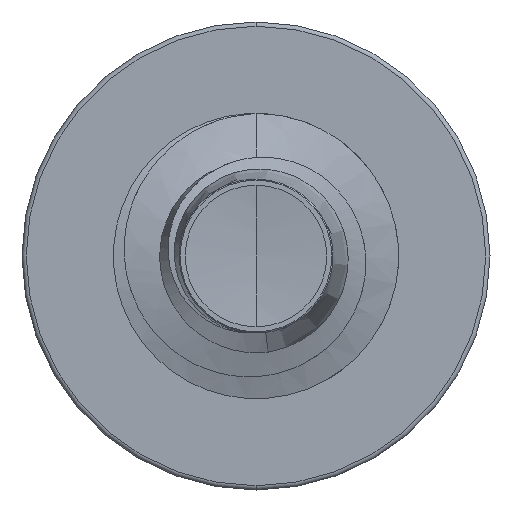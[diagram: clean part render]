
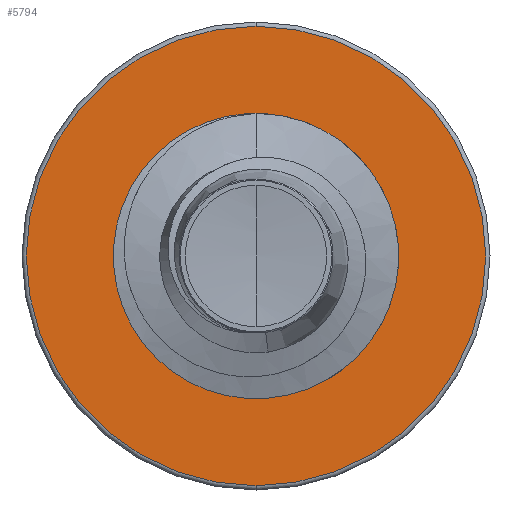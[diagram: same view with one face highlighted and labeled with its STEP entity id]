
A CAD part, front view. The second image highlights one B-rep face of the part: STEP entity #5794.
In plain terms, the highlighted planar face has unit normal (0, -1, 0).
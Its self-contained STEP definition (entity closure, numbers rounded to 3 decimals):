
#194 = CIRCLE ( 'NONE', #8615, 4.025 ) ;
#560 = CIRCLE ( 'NONE', #9006, 4.025 ) ;
#925 = VERTEX_POINT ( 'NONE', #2204 ) ;
#1773 = FACE_OUTER_BOUND ( 'NONE', #4107, .T. ) ;
#1878 = ORIENTED_EDGE ( 'NONE', *, *, #7507, .F. ) ;
#2008 = ORIENTED_EDGE ( 'NONE', *, *, #3310, .F. ) ;
#2149 = ORIENTED_EDGE ( 'NONE', *, *, #9152, .T. ) ;
#2204 = CARTESIAN_POINT ( 'NONE',  ( 0., 5., -2.415 ) ) ;
#2379 = CARTESIAN_POINT ( 'NONE',  ( 0., 5., -4.025 ) ) ;
#2485 = VERTEX_POINT ( 'NONE', #2379 ) ;
#3310 = EDGE_CURVE ( 'NONE', #2485, #4258, #194, .T. ) ;
#3408 = DIRECTION ( 'NONE',  ( 0., 1., 0. ) ) ;
#3478 = DIRECTION ( 'NONE',  ( 0., 1., 0. ) ) ;
#3599 = ORIENTED_EDGE ( 'NONE', *, *, #8183, .T. ) ;
#3949 = DIRECTION ( 'NONE',  ( 0., 0., 1. ) ) ;
#4107 = EDGE_LOOP ( 'NONE', ( #1878, #2008 ) ) ;
#4258 = VERTEX_POINT ( 'NONE', #4909 ) ;
#4462 = CARTESIAN_POINT ( 'NONE',  ( 0., 5., 2.415 ) ) ;
#4479 = CIRCLE ( 'NONE', #8531, 2.415 ) ;
#4566 = CARTESIAN_POINT ( 'NONE',  ( 0., 5., 0. ) ) ;
#4887 = FACE_BOUND ( 'NONE', #6014, .T. ) ;
#4909 = CARTESIAN_POINT ( 'NONE',  ( 0., 5., 4.025 ) ) ;
#4980 = AXIS2_PLACEMENT_3D ( 'NONE', #7615, #7608, #7603 ) ;
#5452 = DIRECTION ( 'NONE',  ( 0., 0., 1. ) ) ;
#5794 = ADVANCED_FACE ( 'NONE', ( #1773, #4887 ), #7658, .F. ) ;
#5894 = CARTESIAN_POINT ( 'NONE',  ( 0., 5., 0. ) ) ;
#6014 = EDGE_LOOP ( 'NONE', ( #2149, #3599 ) ) ;
#7507 = EDGE_CURVE ( 'NONE', #4258, #2485, #560, .T. ) ;
#7510 = CIRCLE ( 'NONE', #8468, 2.415 ) ;
#7603 = DIRECTION ( 'NONE',  ( 0., 0., 1. ) ) ;
#7608 = DIRECTION ( 'NONE',  ( 0., 1., 0. ) ) ;
#7615 = CARTESIAN_POINT ( 'NONE',  ( 0., 5., -2.415 ) ) ;
#7658 = PLANE ( 'NONE',  #4980 ) ;
#7899 = CARTESIAN_POINT ( 'NONE',  ( 0., 5., 0. ) ) ;
#8083 = VERTEX_POINT ( 'NONE', #4462 ) ;
#8183 = EDGE_CURVE ( 'NONE', #925, #8083, #7510, .T. ) ;
#8305 = DIRECTION ( 'NONE',  ( 0., 0., 1. ) ) ;
#8319 = DIRECTION ( 'NONE',  ( 0., 0., 1. ) ) ;
#8334 = DIRECTION ( 'NONE',  ( 0., 1., 0. ) ) ;
#8352 = CARTESIAN_POINT ( 'NONE',  ( 0., 5., 0. ) ) ;
#8468 = AXIS2_PLACEMENT_3D ( 'NONE', #4566, #8753, #5452 ) ;
#8531 = AXIS2_PLACEMENT_3D ( 'NONE', #7899, #3408, #8305 ) ;
#8615 = AXIS2_PLACEMENT_3D ( 'NONE', #8352, #8334, #8319 ) ;
#8753 = DIRECTION ( 'NONE',  ( 0., 1., 0. ) ) ;
#9006 = AXIS2_PLACEMENT_3D ( 'NONE', #5894, #3478, #3949 ) ;
#9152 = EDGE_CURVE ( 'NONE', #8083, #925, #4479, .T. ) ;
